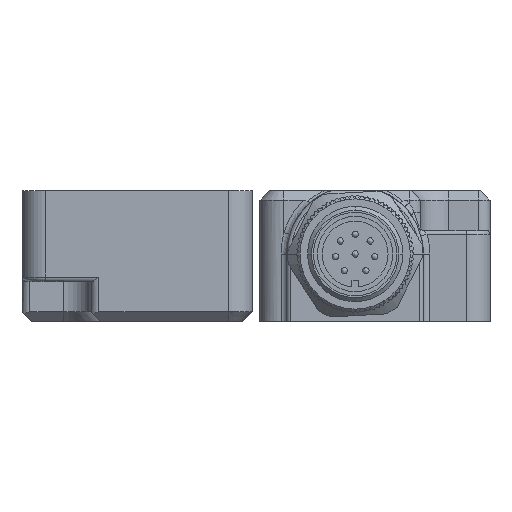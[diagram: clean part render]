
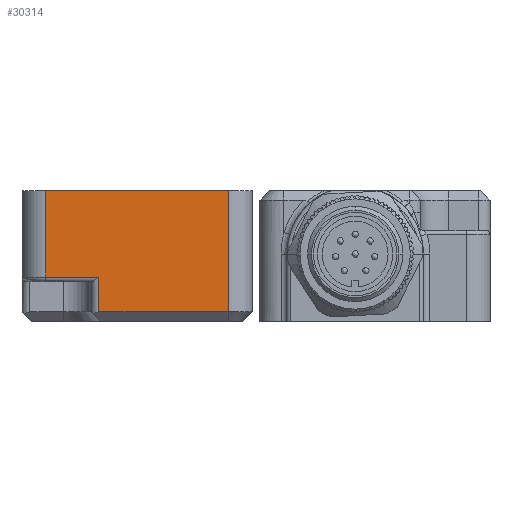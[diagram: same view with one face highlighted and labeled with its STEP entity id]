
A CAD part, front view. The second image highlights one B-rep face of the part: STEP entity #30314.
In plain terms, the highlighted face is planar.
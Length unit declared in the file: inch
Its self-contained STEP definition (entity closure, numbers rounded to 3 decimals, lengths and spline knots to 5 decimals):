
#505 = VECTOR ( 'NONE', #24273, 39.37008 ) ;
#1687 = ORIENTED_EDGE ( 'NONE', *, *, #17573, .F. ) ;
#2562 = CARTESIAN_POINT ( 'NONE',  ( -0.57087, 2.95276, 0.42913 ) ) ;
#3746 = VERTEX_POINT ( 'NONE', #41362 ) ;
#6104 = EDGE_CURVE ( 'NONE', #16908, #20009, #38266, .T. ) ;
#6799 = ORIENTED_EDGE ( 'NONE', *, *, #12941, .F. ) ;
#7058 = VECTOR ( 'NONE', #30294, 39.37008 ) ;
#7062 = CARTESIAN_POINT ( 'NONE',  ( 0.45276, 2.95276, 0.64961 ) ) ;
#7330 = CARTESIAN_POINT ( 'NONE',  ( -0.57087, 2.95276, 0.64961 ) ) ;
#8128 = VERTEX_POINT ( 'NONE', #15677 ) ;
#9400 = VECTOR ( 'NONE', #11076, 39.37008 ) ;
#9700 = VECTOR ( 'NONE', #18473, 39.37008 ) ;
#9764 = CARTESIAN_POINT ( 'NONE',  ( -0.18898, 2.95276, 0.60236 ) ) ;
#11076 = DIRECTION ( 'NONE',  ( 1., 0., 0. ) ) ;
#12941 = EDGE_CURVE ( 'NONE', #8128, #33668, #50405, .T. ) ;
#14484 = CARTESIAN_POINT ( 'NONE',  ( -0.18898, 2.95276, 0.42913 ) ) ;
#14953 = PLANE ( 'NONE',  #19238 ) ;
#15129 = DIRECTION ( 'NONE',  ( 0., 0., -1. ) ) ;
#15260 = CARTESIAN_POINT ( 'NONE',  ( -0.45276, 2.95276, 0.64961 ) ) ;
#15677 = CARTESIAN_POINT ( 'NONE',  ( -0.45276, 2.95276, 0.42913 ) ) ;
#16216 = CARTESIAN_POINT ( 'NONE',  ( -0.45276, 2.95276, 0. ) ) ;
#16825 = EDGE_CURVE ( 'NONE', #20009, #37022, #44557, .T. ) ;
#16908 = VERTEX_POINT ( 'NONE', #44281 ) ;
#17181 = LINE ( 'NONE', #7062, #9700 ) ;
#17573 = EDGE_CURVE ( 'NONE', #3746, #16908, #17181, .T. ) ;
#18473 = DIRECTION ( 'NONE',  ( 0., 0., 1. ) ) ;
#18878 = CARTESIAN_POINT ( 'NONE',  ( -0.57087, 2.95276, 0. ) ) ;
#19238 = AXIS2_PLACEMENT_3D ( 'NONE', #7330, #38904, #15129 ) ;
#19465 = LINE ( 'NONE', #2562, #7058 ) ;
#20009 = VERTEX_POINT ( 'NONE', #9764 ) ;
#20571 = LINE ( 'NONE', #18878, #9400 ) ;
#22572 = EDGE_LOOP ( 'NONE', ( #28928, #35714, #46177, #1687, #39299, #6799 ) ) ;
#24251 = VECTOR ( 'NONE', #31052, 39.37008 ) ;
#24273 = DIRECTION ( 'NONE',  ( 0., 0., -1. ) ) ;
#28414 = DIRECTION ( 'NONE',  ( -1., 0., 0. ) ) ;
#28928 = ORIENTED_EDGE ( 'NONE', *, *, #47011, .F. ) ;
#30294 = DIRECTION ( 'NONE',  ( -1., 0., 0. ) ) ;
#30314 = ADVANCED_FACE ( 'NONE', ( #49287 ), #14953, .F. ) ;
#31052 = DIRECTION ( 'NONE',  ( 0., 0., -1. ) ) ;
#32004 = VECTOR ( 'NONE', #28414, 39.37008 ) ;
#32080 = CARTESIAN_POINT ( 'NONE',  ( -0.18898, 2.95276, 0.64961 ) ) ;
#33668 = VERTEX_POINT ( 'NONE', #16216 ) ;
#35714 = ORIENTED_EDGE ( 'NONE', *, *, #16825, .F. ) ;
#37022 = VERTEX_POINT ( 'NONE', #14484 ) ;
#38266 = LINE ( 'NONE', #48074, #32004 ) ;
#38904 = DIRECTION ( 'NONE',  ( 0., -1., 0. ) ) ;
#39239 = EDGE_CURVE ( 'NONE', #33668, #3746, #20571, .T. ) ;
#39299 = ORIENTED_EDGE ( 'NONE', *, *, #39239, .F. ) ;
#41362 = CARTESIAN_POINT ( 'NONE',  ( 0.45276, 2.95276, 0. ) ) ;
#44281 = CARTESIAN_POINT ( 'NONE',  ( 0.45276, 2.95276, 0.60236 ) ) ;
#44557 = LINE ( 'NONE', #32080, #505 ) ;
#46177 = ORIENTED_EDGE ( 'NONE', *, *, #6104, .F. ) ;
#47011 = EDGE_CURVE ( 'NONE', #37022, #8128, #19465, .T. ) ;
#48074 = CARTESIAN_POINT ( 'NONE',  ( -0.57087, 2.95276, 0.60236 ) ) ;
#49287 = FACE_OUTER_BOUND ( 'NONE', #22572, .T. ) ;
#50405 = LINE ( 'NONE', #15260, #24251 ) ;
